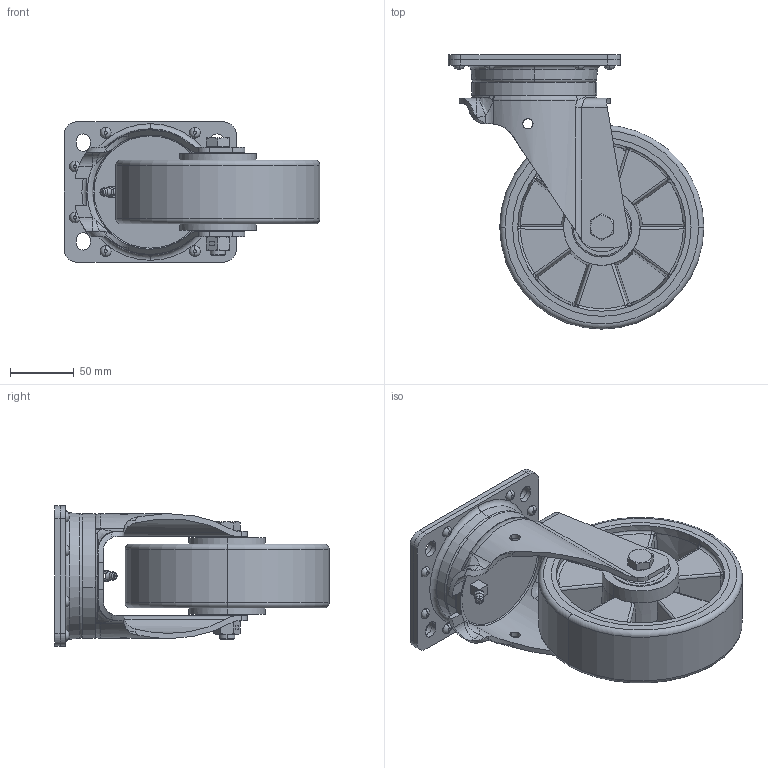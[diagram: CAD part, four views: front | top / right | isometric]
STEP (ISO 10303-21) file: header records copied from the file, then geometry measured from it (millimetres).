
FILE_DESCRIPTION (( 'STEP AP214' ), '1' );
FILE_NAME ('0034629.step', '2023-01-20T08:02:54', ( '' ), ( '' ), 'SwSTEP 2.0', 'SolidWorks 2020', '' );
FILE_SCHEMA (( 'AUTOMOTIVE_DESIGN' ));
Length unit declared in the file: millimetre
Products named in the file (1): 0034629
Bounding box: 200.5 x 215 x 110 mm (x, y, z)
Surface area: 237290.1 mm2 (no closed solid volume)
Topology: 0 solids, 16 shells, 465 faces, 1260 edges, 824 vertices
Faces by surface type: plane 152, cylinder 146, bspline 68, torus 57, cone 42
Entity records: 26494 total; most frequent: CARTESIAN_POINT 10368, ORIENTED_EDGE 2238, DIRECTION 2203, EDGE_CURVE 1258, AXIS2_PLACEMENT_3D 907, VERTEX_POINT 824, EDGE_LOOP 524, CIRCLE 509
